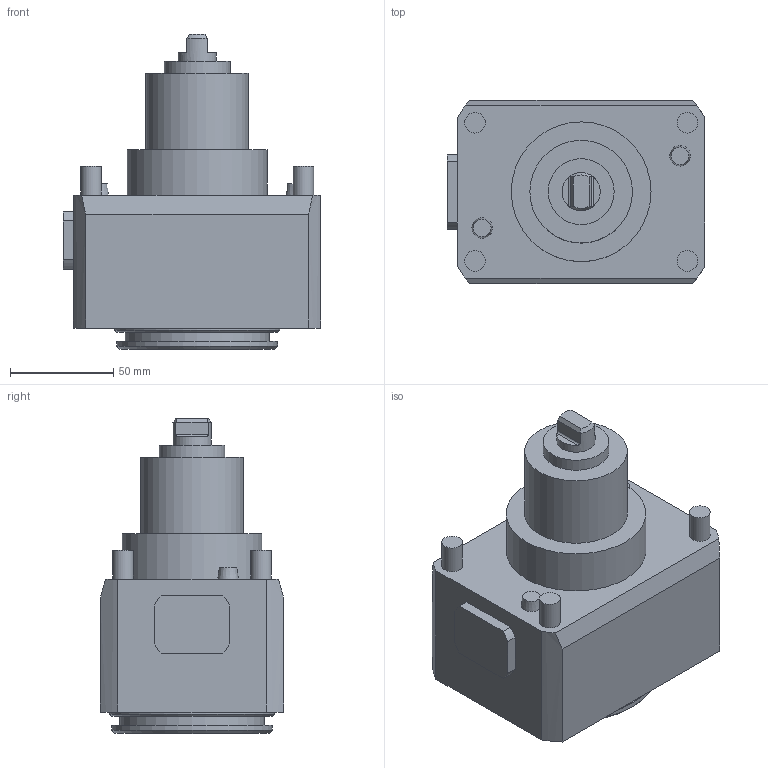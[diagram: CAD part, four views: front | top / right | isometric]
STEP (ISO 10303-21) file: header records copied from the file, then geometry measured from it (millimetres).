
FILE_DESCRIPTION(/* description */ (''),/* implementation_level */ '2;1');
FILE_NAME(/* name */ '1554454115604.stp',/* time_stamp */ '2019-04-05T14:18:43+06:00',/* author */ (''),/* organization */ ('SMS'),/* preprocessor_version */ 'ST-DEVELOPER v15',/* originating_system */ 'SIEMENS PLM Software NX 8.5',/* authorisation */ '');
FILE_SCHEMA (('AUTOMOTIVE_DESIGN { 1 0 10303 214 3 1 1 1 }'));
Length unit declared in the file: millimetre
Products named in the file (1): 201994657mod000_00
Bounding box: 125 x 89 x 153 mm (x, y, z)
Volume: 867121.9 mm3; surface area: 68058 mm2
Topology: 1 solids, 1 shells, 67 faces, 149 edges, 105 vertices
Faces by surface type: plane 36, cylinder 23, cone 7, bspline 1
Full cylindrical faces by diameter (mm): 3 x1, 10 x4, 18.5 x1, 32 x1, 39.2 x1, 49.8 x1, 67.8 x1, 70 x1, 78 x1, 80 x1
Entity records: 2027 total; most frequent: CARTESIAN_POINT 579, DIRECTION 302, ORIENTED_EDGE 240, AXIS2_PLACEMENT_3D 128, EDGE_CURVE 120, EDGE_LOOP 104, VERTEX_POINT 92, ADVANCED_FACE 67
